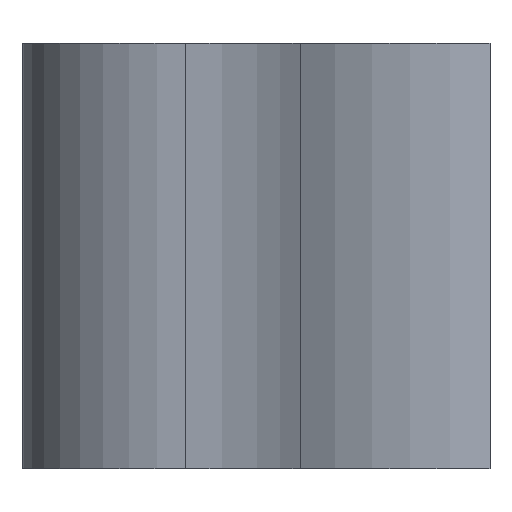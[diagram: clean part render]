
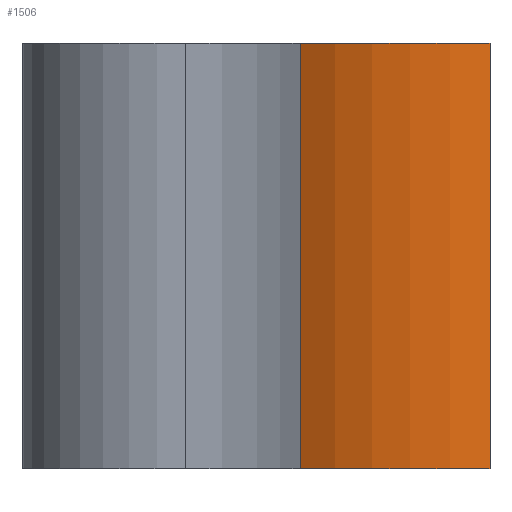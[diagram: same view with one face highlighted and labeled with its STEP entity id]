
A CAD part, front view. The second image highlights one B-rep face of the part: STEP entity #1506.
In plain terms, the highlighted cylindrical face has radius 6 mm (diameter 12 mm), a partial arc.
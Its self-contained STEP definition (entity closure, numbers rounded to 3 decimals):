
#45 = PLANE('',#46);
#46 = AXIS2_PLACEMENT_3D('',#47,#48,#49);
#47 = CARTESIAN_POINT('',(-4.945,16.,0.));
#48 = DIRECTION('',(0.,0.,1.));
#49 = DIRECTION('',(1.,0.,0.));
#102 = PLANE('',#103);
#103 = AXIS2_PLACEMENT_3D('',#104,#105,#106);
#104 = CARTESIAN_POINT('',(-4.945,16.,10.));
#105 = DIRECTION('',(0.,0.,1.));
#106 = DIRECTION('',(1.,0.,0.));
#311 = VERTEX_POINT('',#312);
#312 = CARTESIAN_POINT('',(-3.455,-4.905,0.));
#356 = ( BOUNDED_SURFACE() B_SPLINE_SURFACE(2,2,(
    (#357,#358,#359,#360,#361)
    ,(#362,#363,#364,#365,#366)
    ,(#367,#368,#369,#370,#371
)),.UNSPECIFIED.,.F.,.F.,.F.) B_SPLINE_SURFACE_WITH_KNOTS((3,3),(3,1,1,3
    ),(0.,10.),(-0.612,0.,10.,10.612),.UNSPECIFIED.) 
GEOMETRIC_REPRESENTATION_ITEM() RATIONAL_B_SPLINE_SURFACE((
    (1.,1.,1.,1.,1.)
    ,(0.959,0.959,0.959,0.959
      ,0.959)
,(1.,1.,1.,1.,1.))) REPRESENTATION_ITEM('') SURFACE() );
#357 = CARTESIAN_POINT('',(-6.142,-3.997,-0.612));
#358 = CARTESIAN_POINT('',(-6.142,-3.997,-0.306));
#359 = CARTESIAN_POINT('',(-6.142,-3.997,5.));
#360 = CARTESIAN_POINT('',(-6.142,-3.997,10.306));
#361 = CARTESIAN_POINT('',(-6.142,-3.997,10.612));
#362 = CARTESIAN_POINT('',(-4.664,-4.054,-0.612));
#363 = CARTESIAN_POINT('',(-4.664,-4.054,-0.306));
#364 = CARTESIAN_POINT('',(-4.664,-4.054,5.));
#365 = CARTESIAN_POINT('',(-4.664,-4.054,10.306));
#366 = CARTESIAN_POINT('',(-4.664,-4.054,10.612));
#367 = CARTESIAN_POINT('',(-3.455,-4.905,-0.612));
#368 = CARTESIAN_POINT('',(-3.455,-4.905,-0.306));
#369 = CARTESIAN_POINT('',(-3.455,-4.905,5.));
#370 = CARTESIAN_POINT('',(-3.455,-4.905,10.306));
#371 = CARTESIAN_POINT('',(-3.455,-4.905,10.612));
#394 = EDGE_CURVE('',#311,#395,#397,.T.);
#395 = VERTEX_POINT('',#396);
#396 = CARTESIAN_POINT('',(1.,-5.916,0.));
#397 = SURFACE_CURVE('',#398,(#403,#410),.PCURVE_S1.);
#398 = CIRCLE('',#399,6.);
#399 = AXIS2_PLACEMENT_3D('',#400,#401,#402);
#400 = CARTESIAN_POINT('',(0.,0.,0.));
#401 = DIRECTION('',(0.,0.,1.));
#402 = DIRECTION('',(1.,0.,0.));
#403 = PCURVE('',#45,#404);
#404 = DEFINITIONAL_REPRESENTATION('',(#405),#409);
#405 = CIRCLE('',#406,6.);
#406 = AXIS2_PLACEMENT_2D('',#407,#408);
#407 = CARTESIAN_POINT('',(4.945,-16.));
#408 = DIRECTION('',(1.,0.));
#409 = ( GEOMETRIC_REPRESENTATION_CONTEXT(2) 
PARAMETRIC_REPRESENTATION_CONTEXT() REPRESENTATION_CONTEXT('2D SPACE',''
  ) );
#410 = PCURVE('',#411,#416);
#411 = CYLINDRICAL_SURFACE('',#412,6.);
#412 = AXIS2_PLACEMENT_3D('',#413,#414,#415);
#413 = CARTESIAN_POINT('',(0.,0.,0.));
#414 = DIRECTION('',(-0.,-0.,-1.));
#415 = DIRECTION('',(1.,0.,0.));
#416 = DEFINITIONAL_REPRESENTATION('',(#417),#421);
#417 = LINE('',#418,#419);
#418 = CARTESIAN_POINT('',(-0.,0.));
#419 = VECTOR('',#420,1.);
#420 = DIRECTION('',(-1.,0.));
#421 = ( GEOMETRIC_REPRESENTATION_CONTEXT(2) 
PARAMETRIC_REPRESENTATION_CONTEXT() REPRESENTATION_CONTEXT('2D SPACE',''
  ) );
#439 = PLANE('',#440);
#440 = AXIS2_PLACEMENT_3D('',#441,#442,#443);
#441 = CARTESIAN_POINT('',(1.,-3.873,0.));
#442 = DIRECTION('',(1.,0.,0.));
#443 = DIRECTION('',(0.,-1.,0.));
#957 = VERTEX_POINT('',#958);
#958 = CARTESIAN_POINT('',(-3.455,-4.905,10.));
#1024 = EDGE_CURVE('',#957,#1025,#1027,.T.);
#1025 = VERTEX_POINT('',#1026);
#1026 = CARTESIAN_POINT('',(1.,-5.916,10.));
#1027 = SURFACE_CURVE('',#1028,(#1033,#1040),.PCURVE_S1.);
#1028 = CIRCLE('',#1029,6.);
#1029 = AXIS2_PLACEMENT_3D('',#1030,#1031,#1032);
#1030 = CARTESIAN_POINT('',(0.,0.,10.));
#1031 = DIRECTION('',(0.,0.,1.));
#1032 = DIRECTION('',(1.,0.,0.));
#1033 = PCURVE('',#102,#1034);
#1034 = DEFINITIONAL_REPRESENTATION('',(#1035),#1039);
#1035 = CIRCLE('',#1036,6.);
#1036 = AXIS2_PLACEMENT_2D('',#1037,#1038);
#1037 = CARTESIAN_POINT('',(4.945,-16.));
#1038 = DIRECTION('',(1.,0.));
#1039 = ( GEOMETRIC_REPRESENTATION_CONTEXT(2) 
PARAMETRIC_REPRESENTATION_CONTEXT() REPRESENTATION_CONTEXT('2D SPACE',''
  ) );
#1040 = PCURVE('',#411,#1041);
#1041 = DEFINITIONAL_REPRESENTATION('',(#1042),#1046);
#1042 = LINE('',#1043,#1044);
#1043 = CARTESIAN_POINT('',(-0.,-10.));
#1044 = VECTOR('',#1045,1.);
#1045 = DIRECTION('',(-1.,0.));
#1046 = ( GEOMETRIC_REPRESENTATION_CONTEXT(2) 
PARAMETRIC_REPRESENTATION_CONTEXT() REPRESENTATION_CONTEXT('2D SPACE',''
  ) );
#1456 = EDGE_CURVE('',#311,#957,#1457,.T.);
#1457 = SURFACE_CURVE('',#1458,(#1464,#1471),.PCURVE_S1.);
#1458 = B_SPLINE_CURVE_WITH_KNOTS('',2,(#1459,#1460,#1461,#1462,#1463),
  .UNSPECIFIED.,.F.,.F.,(3,1,1,3),(-0.612,0.,10.,10.612),
  .UNSPECIFIED.);
#1459 = CARTESIAN_POINT('',(-3.455,-4.905,-0.612));
#1460 = CARTESIAN_POINT('',(-3.455,-4.905,-0.306));
#1461 = CARTESIAN_POINT('',(-3.455,-4.905,5.));
#1462 = CARTESIAN_POINT('',(-3.455,-4.905,10.306));
#1463 = CARTESIAN_POINT('',(-3.455,-4.905,10.612));
#1464 = PCURVE('',#356,#1465);
#1465 = DEFINITIONAL_REPRESENTATION('',(#1466),#1470);
#1466 = LINE('',#1467,#1468);
#1467 = CARTESIAN_POINT('',(10.,0.));
#1468 = VECTOR('',#1469,1.);
#1469 = DIRECTION('',(0.,1.));
#1470 = ( GEOMETRIC_REPRESENTATION_CONTEXT(2) 
PARAMETRIC_REPRESENTATION_CONTEXT() REPRESENTATION_CONTEXT('2D SPACE',''
  ) );
#1471 = PCURVE('',#411,#1472);
#1472 = DEFINITIONAL_REPRESENTATION('',(#1473),#1476);
#1473 = B_SPLINE_CURVE_WITH_KNOTS('',1,(#1474,#1475),.UNSPECIFIED.,.F.,
  .F.,(2,2),(0.,10.),.PIECEWISE_BEZIER_KNOTS.);
#1474 = CARTESIAN_POINT('',(-4.099,0.));
#1475 = CARTESIAN_POINT('',(-4.099,-10.));
#1476 = ( GEOMETRIC_REPRESENTATION_CONTEXT(2) 
PARAMETRIC_REPRESENTATION_CONTEXT() REPRESENTATION_CONTEXT('2D SPACE',''
  ) );
#1506 = ADVANCED_FACE('',(#1507),#411,.T.);
#1507 = FACE_BOUND('',#1508,.F.);
#1508 = EDGE_LOOP('',(#1509,#1510,#1511,#1512));
#1509 = ORIENTED_EDGE('',*,*,#394,.F.);
#1510 = ORIENTED_EDGE('',*,*,#1456,.T.);
#1511 = ORIENTED_EDGE('',*,*,#1024,.T.);
#1512 = ORIENTED_EDGE('',*,*,#1513,.F.);
#1513 = EDGE_CURVE('',#395,#1025,#1514,.T.);
#1514 = SURFACE_CURVE('',#1515,(#1519,#1526),.PCURVE_S1.);
#1515 = LINE('',#1516,#1517);
#1516 = CARTESIAN_POINT('',(1.,-5.916,0.));
#1517 = VECTOR('',#1518,1.);
#1518 = DIRECTION('',(0.,0.,1.));
#1519 = PCURVE('',#411,#1520);
#1520 = DEFINITIONAL_REPRESENTATION('',(#1521),#1525);
#1521 = LINE('',#1522,#1523);
#1522 = CARTESIAN_POINT('',(-4.88,0.));
#1523 = VECTOR('',#1524,1.);
#1524 = DIRECTION('',(-0.,-1.));
#1525 = ( GEOMETRIC_REPRESENTATION_CONTEXT(2) 
PARAMETRIC_REPRESENTATION_CONTEXT() REPRESENTATION_CONTEXT('2D SPACE',''
  ) );
#1526 = PCURVE('',#439,#1527);
#1527 = DEFINITIONAL_REPRESENTATION('',(#1528),#1532);
#1528 = LINE('',#1529,#1530);
#1529 = CARTESIAN_POINT('',(2.043,0.));
#1530 = VECTOR('',#1531,1.);
#1531 = DIRECTION('',(0.,-1.));
#1532 = ( GEOMETRIC_REPRESENTATION_CONTEXT(2) 
PARAMETRIC_REPRESENTATION_CONTEXT() REPRESENTATION_CONTEXT('2D SPACE',''
  ) );
